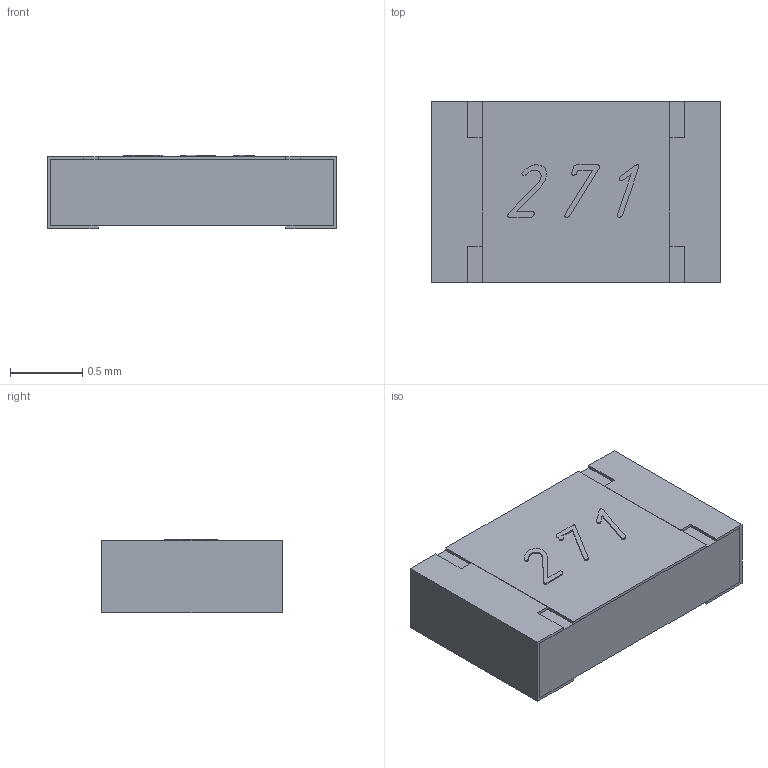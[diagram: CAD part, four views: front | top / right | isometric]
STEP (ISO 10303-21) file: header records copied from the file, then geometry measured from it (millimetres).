
FILE_DESCRIPTION(('STEP AP242'), '1');
FILE_NAME('RES_SMD_0805_270', '', ('UNSPECIFIED'), ('UNSPECIFIED'), 'C3D Converter', 'C3D Toolkit', '');
FILE_SCHEMA(('AP242_MANAGED_MODEL_BASED_3D_ENGINEERING_MIM_LF { 1 0 10303 442 1 1 4 }'));
Length unit declared in the file: millimetre
Bounding box: 2 x 1.25 x 0.51 mm (x, y, z)
Volume: 1.2 mm3; surface area: 8.3 mm2
Topology: 1 solids, 1 shells, 110 faces, 303 edges, 198 vertices
Faces by surface type: plane 65, extrusion 45
Entity records: 4416 total; most frequent: CARTESIAN_POINT 882, ORIENTED_EDGE 606, DIRECTION 390, EDGE_CURVE 303, VECTOR 258, LINE 213, VERTEX_POINT 198, B_SPLINE_CURVE_WITH_KNOTS 135
